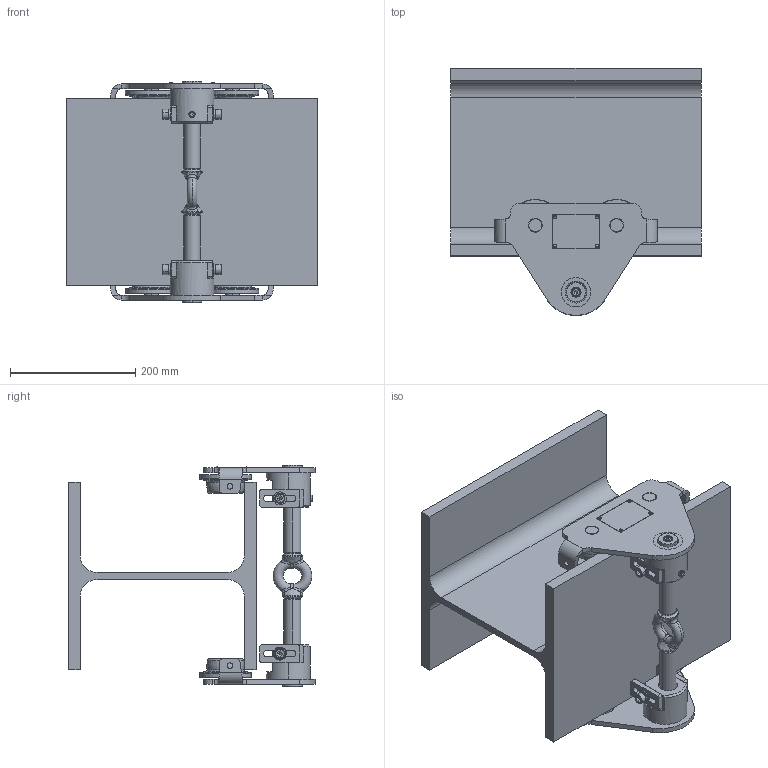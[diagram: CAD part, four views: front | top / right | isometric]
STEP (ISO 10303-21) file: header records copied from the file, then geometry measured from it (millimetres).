
FILE_DESCRIPTION (( 'STEP AP214' ), '1' );
FILE_NAME ('HTP-B 0,5t.STEP', '2018-02-07T13:00:58', ( '' ), ( '' ), 'SwSTEP 2.0', 'SolidWorks 2015', '' );
FILE_SCHEMA (( 'AUTOMOTIVE_DESIGN' ));
Length unit declared in the file: millimetre
Products named in the file (1): HTP-B 0,5t
Bounding box: 400 x 395 x 354 mm (x, y, z)
Volume: 7379855 mm3; surface area: 1104869.2 mm2
Topology: 55 solids, 55 shells, 1158 faces, 2644 edges, 1641 vertices
Faces by surface type: cylinder 442, plane 398, cone 182, torus 96, bspline 24, sphere 16
Entity records: 48488 total; most frequent: CARTESIAN_POINT 8296, DIRECTION 6080, ORIENTED_EDGE 5208, EDGE_CURVE 2604, AXIS2_PLACEMENT_3D 2453, VERTEX_POINT 1629, EDGE_LOOP 1339, CIRCLE 1318
